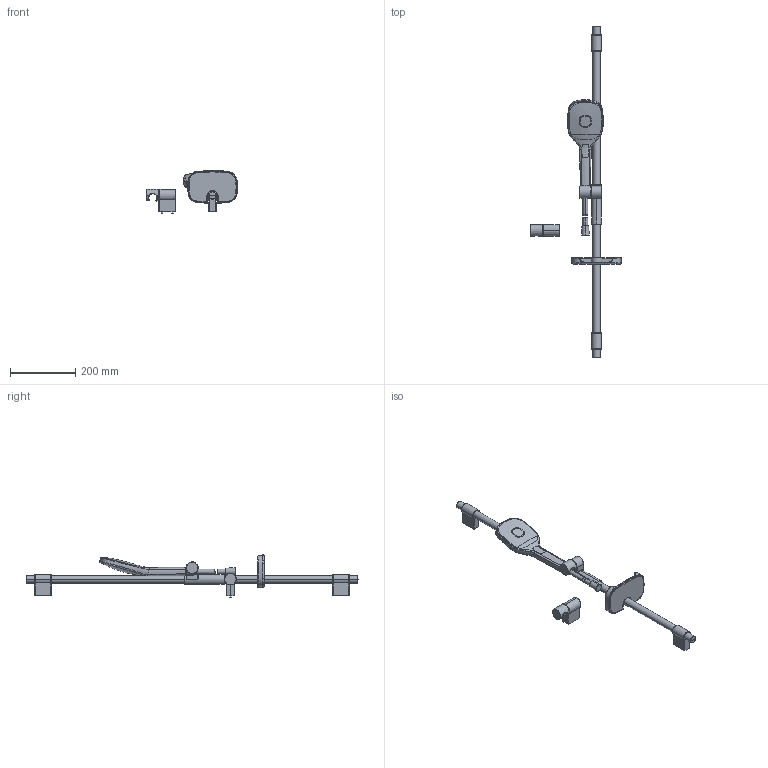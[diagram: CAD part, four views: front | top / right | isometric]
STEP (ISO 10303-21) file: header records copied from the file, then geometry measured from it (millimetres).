
FILE_DESCRIPTION (( 'STEP AP203' ), '1' );
FILE_NAME ('84370230.STEP', '2018-03-26T04:16:23', ( '' ), ( '' ), 'SwSTEP 2.0', 'SolidWorks 2016', '' );
FILE_SCHEMA (( 'CONFIG_CONTROL_DESIGN' ));
Length unit declared in the file: millimetre
Products named in the file (1): 84370230
Bounding box: 277.68 x 1014 x 131.13 mm (x, y, z)
Volume: 1314936.4 mm3; surface area: 232652.1 mm2
Topology: 11 solids, 11 shells, 277 faces, 637 edges, 381 vertices
Faces by surface type: bspline 98, cylinder 60, torus 48, plane 41, cone 22, sphere 8
Entity records: 36380 total; most frequent: CARTESIAN_POINT 30811, ORIENTED_EDGE 1254, DIRECTION 974, EDGE_CURVE 627, AXIS2_PLACEMENT_3D 428, VERTEX_POINT 381, EDGE_LOOP 286, ADVANCED_FACE 277
